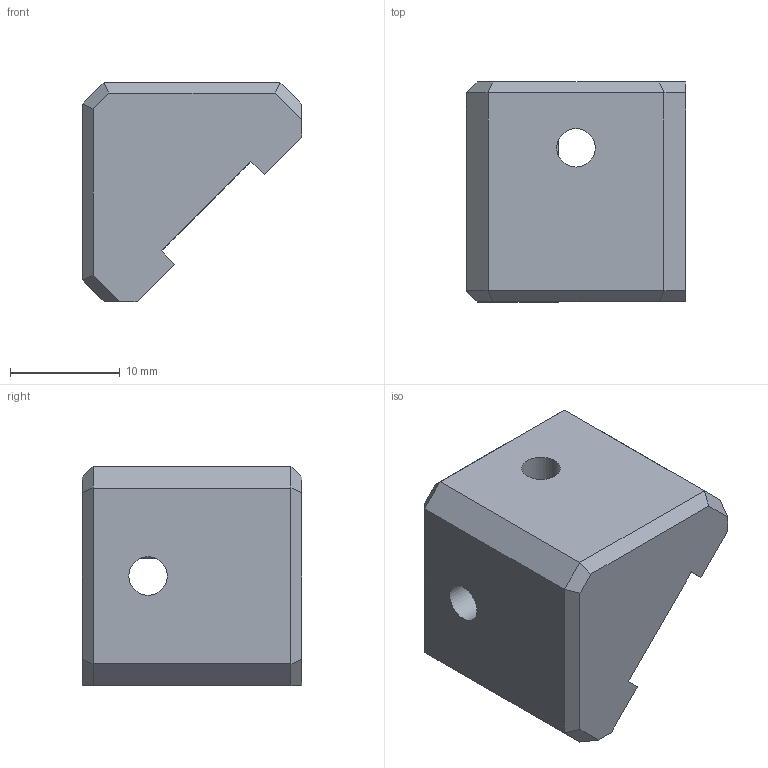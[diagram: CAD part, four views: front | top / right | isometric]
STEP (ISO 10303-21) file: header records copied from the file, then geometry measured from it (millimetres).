
FILE_DESCRIPTION(/* description */ (''),/* implementation_level */ '2;1');
FILE_NAME(/* name */ 'Daybreak Mount V2 v10.step',/* time_stamp */ '2022-08-22T08:45:40+01:00',/* author */ (''),/* organization */ (''),/* preprocessor_version */ 'ST-DEVELOPER v19',/* originating_system */ 'Autodesk Translation Framework v11.7.0.108',/* authorisation */ '');
FILE_SCHEMA (('AUTOMOTIVE_DESIGN { 1 0 10303 214 3 1 1 }'));
Length unit declared in the file: millimetre
Products named in the file (1): Daybreak Mount V2
Bounding box: 20 x 20 x 20 mm (x, y, z)
Volume: 4597.6 mm3; surface area: 2281.9 mm2
Topology: 1 solids, 1 shells, 39 faces, 92 edges, 54 vertices
Faces by surface type: plane 30, cylinder 7, bspline 2
Full cylindrical faces by diameter (mm): 3.5 x2, 4.7 x1, 5.9 x2
Entity records: 1167 total; most frequent: CARTESIAN_POINT 250, DIRECTION 185, ORIENTED_EDGE 180, EDGE_CURVE 90, LINE 67, VECTOR 67, AXIS2_PLACEMENT_3D 59, VERTEX_POINT 54
